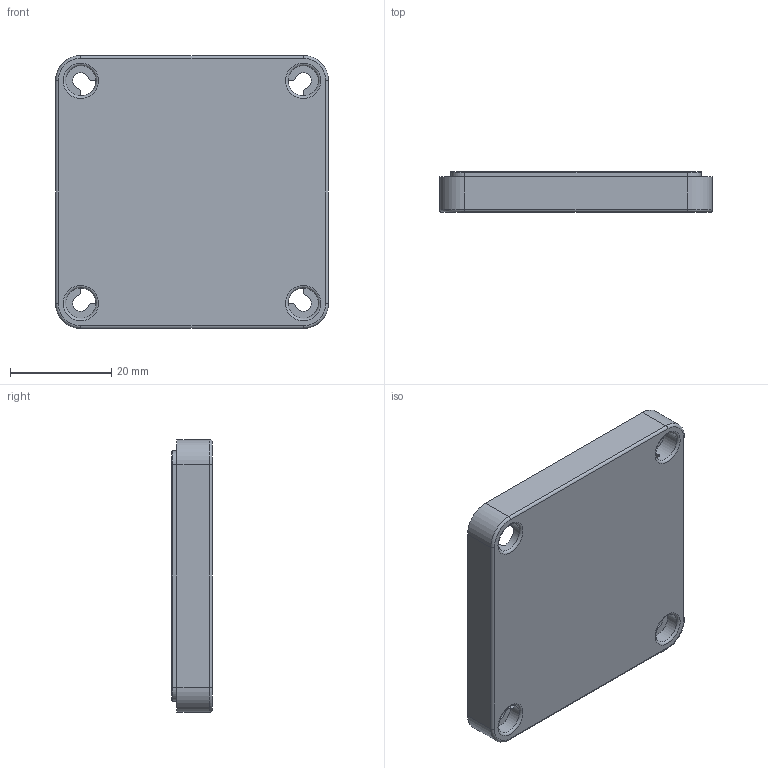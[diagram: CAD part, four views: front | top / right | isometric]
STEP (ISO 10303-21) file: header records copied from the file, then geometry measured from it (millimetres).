
FILE_DESCRIPTION(/* description */ (''),/* implementation_level */ '2;1');
FILE_NAME(/* name */ 'HSBL-S200-H01Kv15.step',/* time_stamp */ '2024-08-03T03:45:15+09:00',/* author */ (''),/* organization */ (''),/* preprocessor_version */ 'ST-DEVELOPER v20',/* originating_system */ 'Autodesk Translation Framework v13.14.0.145',/* authorisation */ '');
FILE_SCHEMA (('AUTOMOTIVE_DESIGN { 1 0 10303 214 3 1 1 }'));
Length unit declared in the file: millimetre
Products named in the file (1): シェル
Bounding box: 54 x 8 x 54 mm (x, y, z)
Volume: 10612 mm3; surface area: 8574.2 mm2
Topology: 1 solids, 1 shells, 98 faces, 261 edges, 168 vertices
Faces by surface type: plane 49, cylinder 37, torus 12
Full cylindrical faces by diameter (mm): 3.5 x1, 6 x4
Entity records: 3154 total; most frequent: CARTESIAN_POINT 600, DIRECTION 543, ORIENTED_EDGE 522, EDGE_CURVE 261, AXIS2_PLACEMENT_3D 191, VERTEX_POINT 168, LINE 161, VECTOR 161
